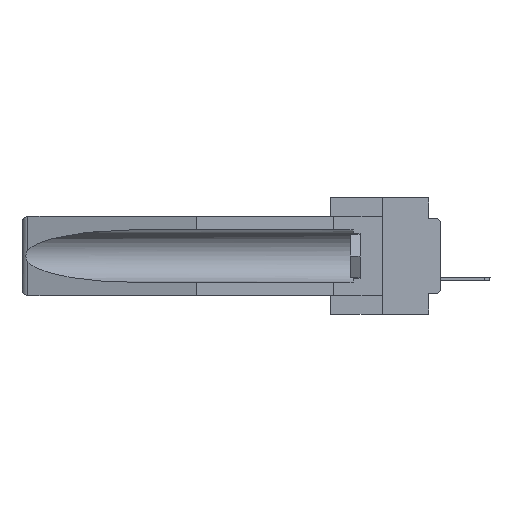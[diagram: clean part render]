
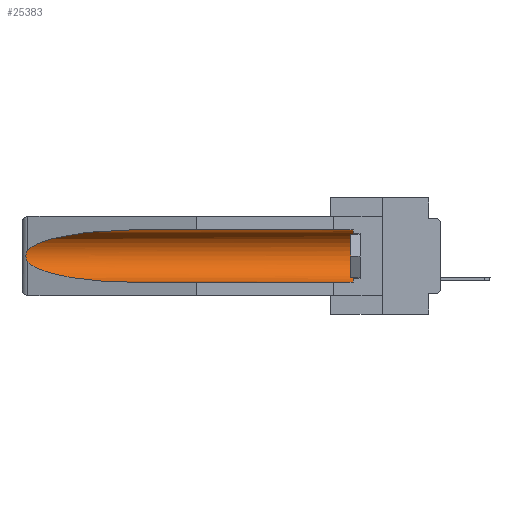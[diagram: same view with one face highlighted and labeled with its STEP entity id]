
A CAD part, left-side view. The second image highlights one B-rep face of the part: STEP entity #25383.
In plain terms, the highlighted cylindrical face has radius 2.857 mm (diameter 5.715 mm), a partial arc.
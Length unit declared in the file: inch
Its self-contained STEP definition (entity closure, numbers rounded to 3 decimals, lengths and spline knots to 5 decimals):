
#1006 = CARTESIAN_POINT ( 'NONE',  ( 0.155, 0.126, -0.284 ) ) ;
#4195 = CARTESIAN_POINT ( 'NONE',  ( 0.26654, 1.53092, -0.15636 ) ) ;
#4974 = CIRCLE ( 'NONE', #13839, 0.1125 ) ;
#5076 = FACE_OUTER_BOUND ( 'NONE', #20475, .T. ) ;
#5314 = VECTOR ( 'NONE', #10925, 39.37008 ) ;
#5638 = VERTEX_POINT ( 'NONE', #17214 ) ;
#5750 = CARTESIAN_POINT ( 'NONE',  ( 0.155, 0.126, -0.1715 ) ) ;
#6137 = EDGE_CURVE ( 'NONE', #12981, #5638, #16078, .T. ) ;
#6540 = CARTESIAN_POINT ( 'NONE',  ( 0.2675, 1.53308, -0.16763 ) ) ;
#6734 = ORIENTED_EDGE ( 'NONE', *, *, #23444, .T. ) ;
#7924 = ORIENTED_EDGE ( 'NONE', *, *, #9696, .F. ) ;
#8589 = CARTESIAN_POINT ( 'NONE',  ( 0.26597, 1.5296, -0.19026 ) ) ;
#8605 = CARTESIAN_POINT ( 'NONE',  ( 0.155, 1.07973, -0.284 ) ) ;
#9616 = CYLINDRICAL_SURFACE ( 'NONE', #10219, 0.1125 ) ;
#9696 = EDGE_CURVE ( 'NONE', #18703, #13200, #22829, .T. ) ;
#9864 = ORIENTED_EDGE ( 'NONE', *, *, #6137, .T. ) ;
#9911 = CARTESIAN_POINT ( 'NONE',  ( 0.155, 1.07973, -0.059 ) ) ;
#10219 = AXIS2_PLACEMENT_3D ( 'NONE', #22915, #13843, #14277 ) ;
#10346 = CARTESIAN_POINT ( 'NONE',  ( 0.26537, 1.52718, -0.14972 ) ) ;
#10388 = CARTESIAN_POINT ( 'NONE',  ( 0.155, 1.07973, -0.284 ) ) ;
#10423 =( BOUNDED_CURVE ( )  B_SPLINE_CURVE ( 3, ( #20865, #27768, #14315, #10388 ),
 .UNSPECIFIED., .F., .F. ) 
 B_SPLINE_CURVE_WITH_KNOTS ( ( 4, 4 ),
 ( 0.1948, 1.5708 ),
 .UNSPECIFIED. ) 
 CURVE ( )  GEOMETRIC_REPRESENTATION_ITEM ( )  RATIONAL_B_SPLINE_CURVE ( ( 1., 0.848, 0.848, 1. ) ) 
 REPRESENTATION_ITEM ( '' )  );
#10925 = DIRECTION ( 'NONE',  ( 0., 1., 0. ) ) ;
#11227 = CARTESIAN_POINT ( 'NONE',  ( 0.155, -0.30754, -0.059 ) ) ;
#11877 = CARTESIAN_POINT ( 'NONE',  ( 0.155, -0.30754, -0.284 ) ) ;
#11916 = EDGE_CURVE ( 'NONE', #5638, #13197, #19352, .T. ) ;
#12981 = VERTEX_POINT ( 'NONE', #24694 ) ;
#13197 = VERTEX_POINT ( 'NONE', #27611 ) ;
#13200 = VERTEX_POINT ( 'NONE', #8605 ) ;
#13839 = AXIS2_PLACEMENT_3D ( 'NONE', #5750, #17404, #23998 ) ;
#13843 = DIRECTION ( 'NONE',  ( 0., 1., 0. ) ) ;
#14052 = DIRECTION ( 'NONE',  ( 0., 1., 0. ) ) ;
#14277 = DIRECTION ( 'NONE',  ( 0., 0., 1. ) ) ;
#14315 = CARTESIAN_POINT ( 'NONE',  ( 0.21114, 1.30732, -0.284 ) ) ;
#15153 = CARTESIAN_POINT ( 'NONE',  ( 0.2673, 1.5327, -0.16383 ) ) ;
#15296 = CARTESIAN_POINT ( 'NONE',  ( 0.26537, 1.52718, -0.14972 ) ) ;
#15440 = CARTESIAN_POINT ( 'NONE',  ( 0.26655, 1.53094, -0.18657 ) ) ;
#15966 = ORIENTED_EDGE ( 'NONE', *, *, #17007, .T. ) ;
#16078 = LINE ( 'NONE', #11227, #5314 ) ;
#16364 = ORIENTED_EDGE ( 'NONE', *, *, #18779, .T. ) ;
#17007 = EDGE_CURVE ( 'NONE', #28435, #13200, #10423, .T. ) ;
#17214 = CARTESIAN_POINT ( 'NONE',  ( 0.155, 1.07973, -0.059 ) ) ;
#17404 = DIRECTION ( 'NONE',  ( 0., -1., 0. ) ) ;
#17476 = CARTESIAN_POINT ( 'NONE',  ( 0.26537, 1.52718, -0.19328 ) ) ;
#17759 = CARTESIAN_POINT ( 'NONE',  ( 0.26597, 1.52961, -0.15275 ) ) ;
#17807 = ORIENTED_EDGE ( 'NONE', *, *, #11916, .T. ) ;
#18703 = VERTEX_POINT ( 'NONE', #1006 ) ;
#18776 = CARTESIAN_POINT ( 'NONE',  ( 0.21114, 1.30732, -0.059 ) ) ;
#18779 = EDGE_CURVE ( 'NONE', #13197, #28435, #25729, .T. ) ;
#19352 =( BOUNDED_CURVE ( )  B_SPLINE_CURVE ( 3, ( #9911, #18776, #23493, #10346 ),
 .UNSPECIFIED., .F., .F. ) 
 B_SPLINE_CURVE_WITH_KNOTS ( ( 4, 4 ),
 ( 4.71239, 6.08839 ),
 .UNSPECIFIED. ) 
 CURVE ( )  GEOMETRIC_REPRESENTATION_ITEM ( )  RATIONAL_B_SPLINE_CURVE ( ( 1., 0.848, 0.848, 1. ) ) 
 REPRESENTATION_ITEM ( '' )  );
#20275 = VECTOR ( 'NONE', #14052, 39.37008 ) ;
#20475 = EDGE_LOOP ( 'NONE', ( #17807, #16364, #15966, #7924, #6734, #9864 ) ) ;
#20865 = CARTESIAN_POINT ( 'NONE',  ( 0.26537, 1.52718, -0.19328 ) ) ;
#22829 = LINE ( 'NONE', #11877, #20275 ) ;
#22915 = CARTESIAN_POINT ( 'NONE',  ( 0.155, -0.30754, -0.1715 ) ) ;
#23444 = EDGE_CURVE ( 'NONE', #18703, #12981, #4974, .T. ) ;
#23493 = CARTESIAN_POINT ( 'NONE',  ( 0.25451, 1.48313, -0.09465 ) ) ;
#23998 = DIRECTION ( 'NONE',  ( 0., 0., 1. ) ) ;
#24180 = CARTESIAN_POINT ( 'NONE',  ( 0.26537, 1.52718, -0.19328 ) ) ;
#24694 = CARTESIAN_POINT ( 'NONE',  ( 0.155, 0.126, -0.059 ) ) ;
#25383 = ADVANCED_FACE ( 'NONE', ( #5076 ), #9616, .F. ) ;
#25729 = B_SPLINE_CURVE_WITH_KNOTS ( 'NONE', 3,
 ( #15296, #17759, #4195, #15153, #6540, #26697, #28325, #15440, #8589, #17476 ),
 .UNSPECIFIED., .F., .F.,
 ( 4, 2, 2, 2, 4 ),
 ( 0., 0.00029, 0.00058, 0.00087, 0.00117 ),
 .UNSPECIFIED. ) ;
#26697 = CARTESIAN_POINT ( 'NONE',  ( 0.2675, 1.53308, -0.17534 ) ) ;
#27611 = CARTESIAN_POINT ( 'NONE',  ( 0.26537, 1.52718, -0.14972 ) ) ;
#27768 = CARTESIAN_POINT ( 'NONE',  ( 0.25451, 1.48313, -0.24835 ) ) ;
#28325 = CARTESIAN_POINT ( 'NONE',  ( 0.2673, 1.53269, -0.17917 ) ) ;
#28435 = VERTEX_POINT ( 'NONE', #24180 ) ;
